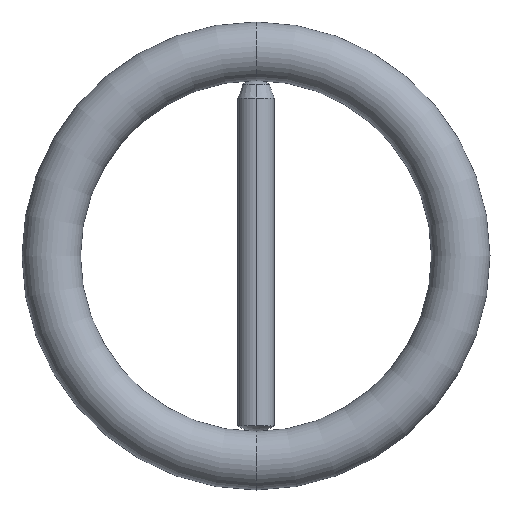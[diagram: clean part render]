
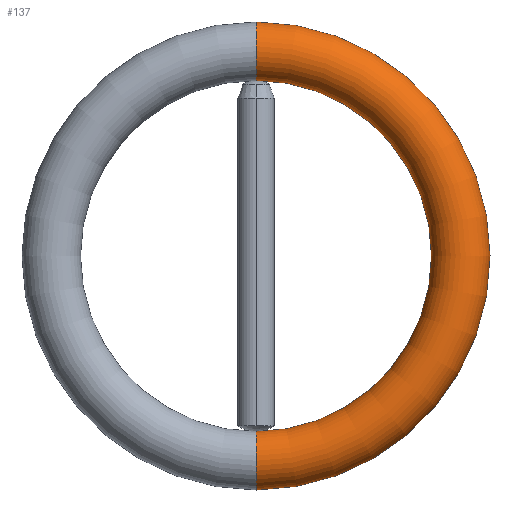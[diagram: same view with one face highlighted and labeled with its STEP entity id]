
A CAD part, front view. The second image highlights one B-rep face of the part: STEP entity #137.
In plain terms, the highlighted toroidal (fillet/blend) face has major radius 14 mm and minor radius 2 mm.
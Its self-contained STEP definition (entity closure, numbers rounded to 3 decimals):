
#56=CARTESIAN_POINT('',(0.,0.,0.));
#57=DIRECTION('',(0.,1.,0.));
#58=DIRECTION('',(0.,0.,1.));
#59=AXIS2_PLACEMENT_3D('',#56,#57,#58);
#66=CARTESIAN_POINT('',(0.,0.,14.));
#67=DIRECTION('',(1.,0.,0.));
#68=DIRECTION('',(0.,0.,1.));
#69=AXIS2_PLACEMENT_3D('',#66,#67,#68);
#71=CARTESIAN_POINT('',(0.,0.,0.));
#72=DIRECTION('',(0.,1.,0.));
#73=DIRECTION('',(0.,0.,1.));
#74=AXIS2_PLACEMENT_3D('',#71,#72,#73);
#76=CARTESIAN_POINT('',(0.,0.,-14.));
#77=DIRECTION('',(-1.,0.,0.));
#78=DIRECTION('',(0.,0.,-1.));
#79=AXIS2_PLACEMENT_3D('',#76,#77,#78);
#86=CARTESIAN_POINT('',(0.,0.,12.));
#87=CARTESIAN_POINT('',(0.,0.,16.));
#88=VERTEX_POINT('',#86);
#89=VERTEX_POINT('',#87);
#90=CARTESIAN_POINT('',(0.,0.,-12.));
#91=CARTESIAN_POINT('',(0.,0.,-16.));
#92=VERTEX_POINT('',#90);
#93=VERTEX_POINT('',#91);
#124=CARTESIAN_POINT('',(0.,0.,0.));
#125=DIRECTION('',(0.,-1.,0.));
#126=DIRECTION('',(0.,0.,1.));
#127=AXIS2_PLACEMENT_3D('',#124,#125,#126);
#128=TOROIDAL_SURFACE('',#127,14.,2.);
#130=ORIENTED_EDGE('',*,*,#129,.F.);
#131=ORIENTED_EDGE('',*,*,#119,.T.);
#133=ORIENTED_EDGE('',*,*,#132,.T.);
#134=ORIENTED_EDGE('',*,*,#116,.F.);
#135=EDGE_LOOP('',(#130,#131,#133,#134));
#136=FACE_OUTER_BOUND('',#135,.F.);
#137=ADVANCED_FACE('',(#136),#128,.T.);
#60=CIRCLE('',#59,12.);
#70=CIRCLE('',#69,2.);
#75=CIRCLE('',#74,16.);
#80=CIRCLE('',#79,2.);
#116=EDGE_CURVE('',#88,#92,#60,.T.);
#119=EDGE_CURVE('',#89,#93,#75,.T.);
#129=EDGE_CURVE('',#89,#88,#70,.T.);
#132=EDGE_CURVE('',#93,#92,#80,.T.);
